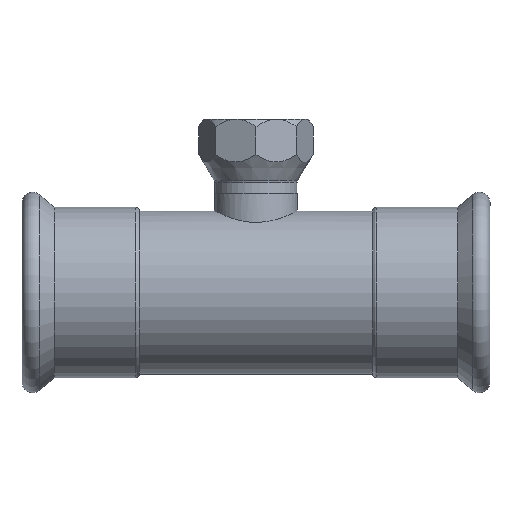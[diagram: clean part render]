
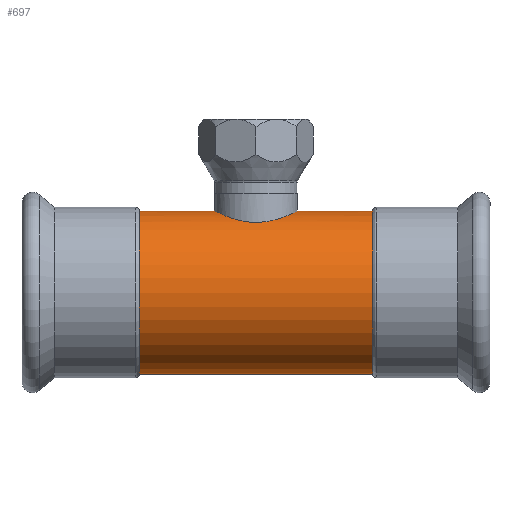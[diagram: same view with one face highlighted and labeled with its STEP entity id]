
A CAD part, front view. The second image highlights one B-rep face of the part: STEP entity #697.
In plain terms, the highlighted cylindrical face has radius 54 mm (diameter 108 mm), a full revolution.
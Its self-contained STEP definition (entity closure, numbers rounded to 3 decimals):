
#158=FACE_BOUND($,#247,.T.);
#159=FACE_BOUND($,#248,.T.);
#160=FACE_BOUND($,#249,.T.);
#197=B_SPLINE_CURVE_WITH_KNOTS($,3,(#1146,#1147,#1148,#1149,#1150,#1151,
#1152,#1153,#1154,#1155,#1156,#1157,#1158,#1159,#1160,#1161,#1162,#1163,
#1164,#1165,#1166,#1167,#1168,#1169,#1170,#1171,#1172,#1173,#1174,#1175,
#1176,#1177,#1178,#1179,#1180,#1181,#1182,#1183,#1184,#1185,#1186,#1187,
#1188,#1189,#1190,#1191,#1192,#1193,#1194,#1195,#1196,#1197,#1198,#1199,
#1200,#1201,#1202,#1203,#1204,#1205,#1206,#1207,#1208,#1209,#1210,#1211),
 .UNSPECIFIED.,.T.,.F.,(4,2,2,2,2,2,2,2,2,2,2,2,2,2,2,2,2,2,2,2,2,2,2,2,
2,2,2,2,2,2,2,2,4),(0.,0.53,1.06,1.589,
2.119,2.647,3.176,3.704,4.232,
4.76,5.288,5.817,6.345,6.875,
7.404,7.934,8.464,8.994,9.524,
10.053,10.583,11.111,11.639,12.168,
12.696,13.224,13.752,14.281,14.809,
15.339,15.868,16.398,16.928),
 .UNSPECIFIED.);
#247=EDGE_LOOP($,(#520));
#248=EDGE_LOOP($,(#521));
#249=EDGE_LOOP($,(#522));
#332=CIRCLE($,#758,54.);
#333=CIRCLE($,#759,54.);
#374=VERTEX_POINT($,#1145);
#375=VERTEX_POINT($,#1212);
#376=VERTEX_POINT($,#1214);
#437=EDGE_CURVE($,#374,#374,#197,.T.);
#438=EDGE_CURVE($,#375,#375,#332,.T.);
#439=EDGE_CURVE($,#376,#376,#333,.T.);
#520=ORIENTED_EDGE($,*,*,#437,.T.);
#521=ORIENTED_EDGE($,*,*,#438,.F.);
#522=ORIENTED_EDGE($,*,*,#439,.T.);
#685=CYLINDRICAL_SURFACE($,#757,54.);
#697=ADVANCED_FACE($,(#158,#159,#160),#685,.T.);
#757=AXIS2_PLACEMENT_3D($,#1144,#861,#862);
#758=AXIS2_PLACEMENT_3D($,#1213,#863,#864);
#759=AXIS2_PLACEMENT_3D($,#1215,#865,#866);
#861=DIRECTION('center_axis',(1.,0.,0.));
#862=DIRECTION('ref_axis',(0.,1.,0.));
#863=DIRECTION('center_axis',(1.,0.,0.));
#864=DIRECTION('ref_axis',(0.,1.,0.));
#865=DIRECTION('center_axis',(1.,0.,0.));
#866=DIRECTION('ref_axis',(0.,1.,0.));
#1144=CARTESIAN_POINT('Origin',(0.,0.,0.));
#1145=CARTESIAN_POINT('',(0.,27.5,46.473));
#1146=CARTESIAN_POINT('Ctrl Pts',(0.,27.5,46.473));
#1147=CARTESIAN_POINT('Ctrl Pts',(1.766,27.5,46.473));
#1148=CARTESIAN_POINT('Ctrl Pts',(3.578,27.327,46.577));
#1149=CARTESIAN_POINT('Ctrl Pts',(7.159,26.614,46.988));
#1150=CARTESIAN_POINT('Ctrl Pts',(8.928,26.075,47.294));
#1151=CARTESIAN_POINT('Ctrl Pts',(12.302,24.663,48.046));
#1152=CARTESIAN_POINT('Ctrl Pts',(13.911,23.79,48.49));
#1153=CARTESIAN_POINT('Ctrl Pts',(16.88,21.783,49.424));
#1154=CARTESIAN_POINT('Ctrl Pts',(18.241,20.65,49.912));
#1155=CARTESIAN_POINT('Ctrl Pts',(20.647,18.244,50.841));
#1156=CARTESIAN_POINT('Ctrl Pts',(21.779,16.886,51.315));
#1157=CARTESIAN_POINT('Ctrl Pts',(23.787,13.915,52.199));
#1158=CARTESIAN_POINT('Ctrl Pts',(24.662,12.304,52.608));
#1159=CARTESIAN_POINT('Ctrl Pts',(26.076,8.925,53.285));
#1160=CARTESIAN_POINT('Ctrl Pts',(26.616,7.153,53.554));
#1161=CARTESIAN_POINT('Ctrl Pts',(27.328,3.571,53.912));
#1162=CARTESIAN_POINT('Ctrl Pts',(27.5,1.761,54.));
#1163=CARTESIAN_POINT('Ctrl Pts',(27.5,-1.761,54.));
#1164=CARTESIAN_POINT('Ctrl Pts',(27.328,-3.571,53.912));
#1165=CARTESIAN_POINT('Ctrl Pts',(26.616,-7.153,53.554));
#1166=CARTESIAN_POINT('Ctrl Pts',(26.076,-8.925,53.285));
#1167=CARTESIAN_POINT('Ctrl Pts',(24.662,-12.304,52.608));
#1168=CARTESIAN_POINT('Ctrl Pts',(23.787,-13.915,52.199));
#1169=CARTESIAN_POINT('Ctrl Pts',(21.779,-16.886,51.315));
#1170=CARTESIAN_POINT('Ctrl Pts',(20.647,-18.244,50.841));
#1171=CARTESIAN_POINT('Ctrl Pts',(18.241,-20.65,49.912));
#1172=CARTESIAN_POINT('Ctrl Pts',(16.88,-21.783,49.424));
#1173=CARTESIAN_POINT('Ctrl Pts',(13.911,-23.79,48.49));
#1174=CARTESIAN_POINT('Ctrl Pts',(12.302,-24.663,48.046));
#1175=CARTESIAN_POINT('Ctrl Pts',(8.928,-26.075,47.294));
#1176=CARTESIAN_POINT('Ctrl Pts',(7.159,-26.614,46.988));
#1177=CARTESIAN_POINT('Ctrl Pts',(3.578,-27.327,46.577));
#1178=CARTESIAN_POINT('Ctrl Pts',(1.766,-27.5,46.473));
#1179=CARTESIAN_POINT('Ctrl Pts',(-1.766,-27.5,46.473));
#1180=CARTESIAN_POINT('Ctrl Pts',(-3.578,-27.327,46.577));
#1181=CARTESIAN_POINT('Ctrl Pts',(-7.159,-26.614,46.988));
#1182=CARTESIAN_POINT('Ctrl Pts',(-8.928,-26.075,47.294));
#1183=CARTESIAN_POINT('Ctrl Pts',(-12.302,-24.663,48.046));
#1184=CARTESIAN_POINT('Ctrl Pts',(-13.911,-23.79,48.49));
#1185=CARTESIAN_POINT('Ctrl Pts',(-16.88,-21.783,49.424));
#1186=CARTESIAN_POINT('Ctrl Pts',(-18.241,-20.65,49.912));
#1187=CARTESIAN_POINT('Ctrl Pts',(-20.647,-18.244,50.841));
#1188=CARTESIAN_POINT('Ctrl Pts',(-21.779,-16.886,51.315));
#1189=CARTESIAN_POINT('Ctrl Pts',(-23.787,-13.915,52.199));
#1190=CARTESIAN_POINT('Ctrl Pts',(-24.662,-12.304,52.608));
#1191=CARTESIAN_POINT('Ctrl Pts',(-26.076,-8.925,53.285));
#1192=CARTESIAN_POINT('Ctrl Pts',(-26.616,-7.153,53.554));
#1193=CARTESIAN_POINT('Ctrl Pts',(-27.328,-3.571,53.912));
#1194=CARTESIAN_POINT('Ctrl Pts',(-27.5,-1.761,54.));
#1195=CARTESIAN_POINT('Ctrl Pts',(-27.5,1.761,54.));
#1196=CARTESIAN_POINT('Ctrl Pts',(-27.328,3.571,53.912));
#1197=CARTESIAN_POINT('Ctrl Pts',(-26.616,7.153,53.554));
#1198=CARTESIAN_POINT('Ctrl Pts',(-26.076,8.925,53.285));
#1199=CARTESIAN_POINT('Ctrl Pts',(-24.662,12.304,52.608));
#1200=CARTESIAN_POINT('Ctrl Pts',(-23.787,13.915,52.199));
#1201=CARTESIAN_POINT('Ctrl Pts',(-21.779,16.886,51.315));
#1202=CARTESIAN_POINT('Ctrl Pts',(-20.647,18.244,50.841));
#1203=CARTESIAN_POINT('Ctrl Pts',(-18.241,20.65,49.912));
#1204=CARTESIAN_POINT('Ctrl Pts',(-16.88,21.783,49.424));
#1205=CARTESIAN_POINT('Ctrl Pts',(-13.911,23.79,48.49));
#1206=CARTESIAN_POINT('Ctrl Pts',(-12.302,24.663,48.046));
#1207=CARTESIAN_POINT('Ctrl Pts',(-8.928,26.075,47.294));
#1208=CARTESIAN_POINT('Ctrl Pts',(-7.159,26.614,46.988));
#1209=CARTESIAN_POINT('Ctrl Pts',(-3.578,27.327,46.577));
#1210=CARTESIAN_POINT('Ctrl Pts',(-1.766,27.5,46.473));
#1211=CARTESIAN_POINT('Ctrl Pts',(0.,27.5,46.473));
#1212=CARTESIAN_POINT('',(80.,54.,0.));
#1213=CARTESIAN_POINT('Origin',(80.,0.,0.));
#1214=CARTESIAN_POINT('',(-80.,54.,0.));
#1215=CARTESIAN_POINT('Origin',(-80.,0.,0.));
